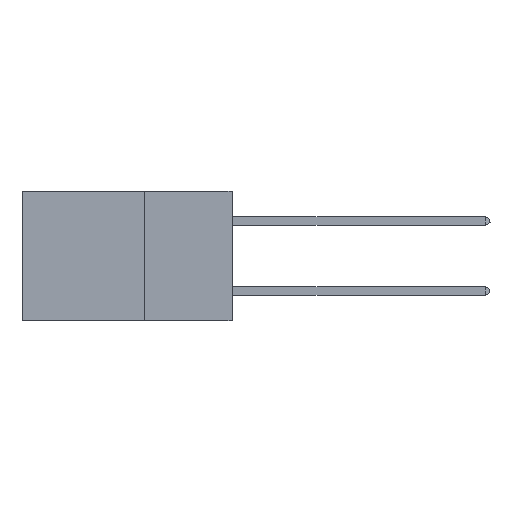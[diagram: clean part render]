
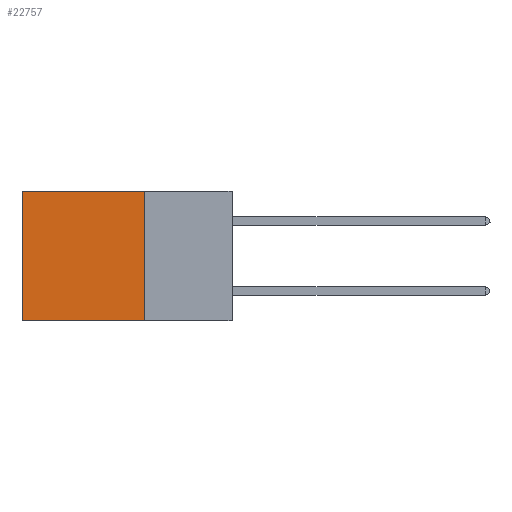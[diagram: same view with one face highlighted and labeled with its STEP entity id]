
A CAD part, left-side view. The second image highlights one B-rep face of the part: STEP entity #22757.
In plain terms, the highlighted planar face has unit normal (-1, 0, 0).
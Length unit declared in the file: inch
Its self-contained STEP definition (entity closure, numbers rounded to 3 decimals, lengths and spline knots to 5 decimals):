
#294 = PLANE ( 'NONE',  #16477 ) ;
#925 = ORIENTED_EDGE ( 'NONE', *, *, #13895, .F. ) ;
#2320 = DIRECTION ( 'NONE',  ( 0., 0., -1. ) ) ;
#4484 = VERTEX_POINT ( 'NONE', #24472 ) ;
#5318 = ORIENTED_EDGE ( 'NONE', *, *, #26725, .T. ) ;
#6606 = VERTEX_POINT ( 'NONE', #29201 ) ;
#6652 = CARTESIAN_POINT ( 'NONE',  ( 0.2875, 0.25, 0. ) ) ;
#6789 = VERTEX_POINT ( 'NONE', #29488 ) ;
#7094 = EDGE_LOOP ( 'NONE', ( #5318, #925, #20201, #25444 ) ) ;
#8128 = CARTESIAN_POINT ( 'NONE',  ( 0.2875, 0.25, -0.37 ) ) ;
#8902 = LINE ( 'NONE', #25028, #20444 ) ;
#9237 = CARTESIAN_POINT ( 'NONE',  ( 0.2875, 0.25, 0. ) ) ;
#11850 = VECTOR ( 'NONE', #28618, 39.37008 ) ;
#13812 = LINE ( 'NONE', #18146, #17861 ) ;
#13895 = EDGE_CURVE ( 'NONE', #6606, #6789, #19490, .T. ) ;
#13996 = DIRECTION ( 'NONE',  ( 0., 0., -1. ) ) ;
#14034 = FACE_OUTER_BOUND ( 'NONE', #7094, .T. ) ;
#15337 = DIRECTION ( 'NONE',  ( 0., 1., 0. ) ) ;
#16347 = CARTESIAN_POINT ( 'NONE',  ( 0.2875, 0.6, 0. ) ) ;
#16477 = AXIS2_PLACEMENT_3D ( 'NONE', #9237, #18500, #27930 ) ;
#16852 = VECTOR ( 'NONE', #15337, 39.37008 ) ;
#17861 = VECTOR ( 'NONE', #2320, 39.37008 ) ;
#18146 = CARTESIAN_POINT ( 'NONE',  ( 0.2875, 0.25, 0. ) ) ;
#18500 = DIRECTION ( 'NONE',  ( 1., 0., 0. ) ) ;
#18582 = EDGE_CURVE ( 'NONE', #4484, #25327, #22039, .T. ) ;
#19490 = LINE ( 'NONE', #8128, #11850 ) ;
#20201 = ORIENTED_EDGE ( 'NONE', *, *, #21788, .F. ) ;
#20444 = VECTOR ( 'NONE', #13996, 39.37008 ) ;
#21788 = EDGE_CURVE ( 'NONE', #4484, #6606, #13812, .T. ) ;
#22039 = LINE ( 'NONE', #6652, #16852 ) ;
#22757 = ADVANCED_FACE ( 'NONE', ( #14034 ), #294, .F. ) ;
#24472 = CARTESIAN_POINT ( 'NONE',  ( 0.2875, 0.25, 0. ) ) ;
#25028 = CARTESIAN_POINT ( 'NONE',  ( 0.2875, 0.6, 0. ) ) ;
#25327 = VERTEX_POINT ( 'NONE', #16347 ) ;
#25444 = ORIENTED_EDGE ( 'NONE', *, *, #18582, .T. ) ;
#26725 = EDGE_CURVE ( 'NONE', #25327, #6789, #8902, .T. ) ;
#27930 = DIRECTION ( 'NONE',  ( 0., 0., -1. ) ) ;
#28618 = DIRECTION ( 'NONE',  ( 0., 1., 0. ) ) ;
#29201 = CARTESIAN_POINT ( 'NONE',  ( 0.2875, 0.25, -0.37 ) ) ;
#29488 = CARTESIAN_POINT ( 'NONE',  ( 0.2875, 0.6, -0.37 ) ) ;
